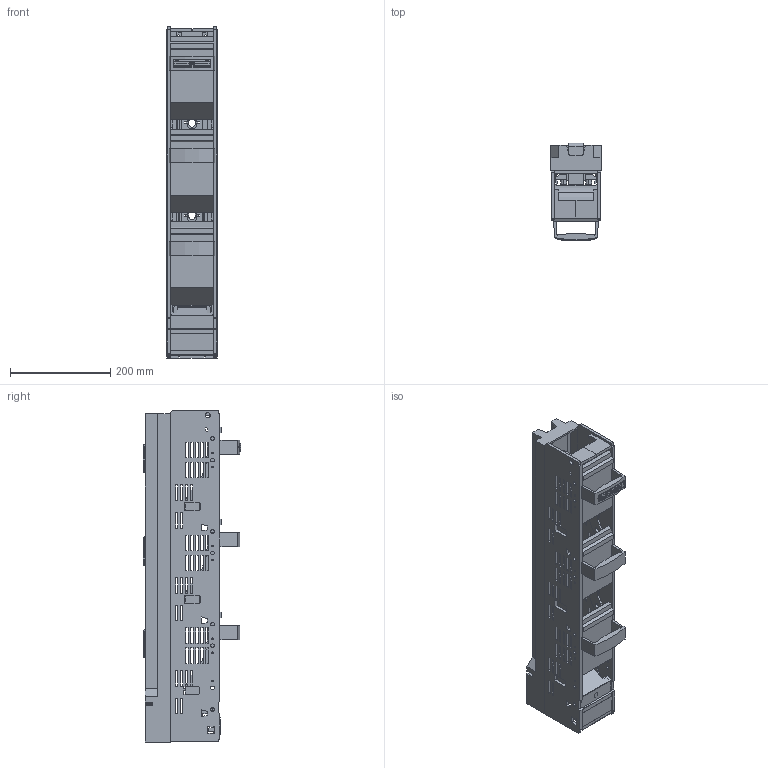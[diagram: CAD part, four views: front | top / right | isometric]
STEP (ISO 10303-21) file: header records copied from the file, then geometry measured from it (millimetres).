
FILE_DESCRIPTION((''),'2;1');
FILE_NAME('SL12_3X_KM2G_ASM','2021-04-15T',('marketing.praksa'),('Audax d.o.o.'),'CREO PARAMETRIC BY PTC INC, 2017480','CREO PARAMETRIC BY PTC INC, 2017480','');
FILE_SCHEMA(('AUTOMOTIVE_DESIGN { 1 0 10303 214 1 1 1 1 }'));
Products named in the file (16): 802870_L05_LEISTENDECKEL__OBERT; 804189_01_L01_NH-LEISTENU-26330; 804189_01_L01_NH-LEISTENU-38390; 804189_01_L01_NH-LEISTENU-50308; 804189_01_L01_NH-LEISTENU-50795; 804189_01_L01_NH-LEISTENU-51282; 804189_01_L01_NH-LEISTENU-51951; 804189_01_L01_NH-LEISTENU-52620; 804189_01_L01_NH-LEISTENU-53218; 804189_01_L01_NH-LEISTENU-75816; 804189_01_L01_NH-LEISTENU-82293; 804189_01_L01_NH-LEISTENU-88770; 33626_01_M_GRIFFKENNZEICHNUNG; PRT0111; BLACK-COVER; SL12_3X_KM2G_ASM
Assembly tree (15 placements, depth 2):
  SL12_3X_KM2G_ASM
    802870_L05_LEISTENDECKEL__OBERT
    804189_01_L01_NH-LEISTENU-26330
    804189_01_L01_NH-LEISTENU-38390
    804189_01_L01_NH-LEISTENU-50308
    804189_01_L01_NH-LEISTENU-50795
    804189_01_L01_NH-LEISTENU-51282
    804189_01_L01_NH-LEISTENU-51951
    804189_01_L01_NH-LEISTENU-52620
    804189_01_L01_NH-LEISTENU-53218
    804189_01_L01_NH-LEISTENU-75816
    804189_01_L01_NH-LEISTENU-82293
    804189_01_L01_NH-LEISTENU-88770
    33626_01_M_GRIFFKENNZEICHNUNG
    PRT0111
    BLACK-COVER
Bounding box: 100 x 194.84 x 662 mm (x, y, z)
Volume: 2970205.4 mm3; surface area: 1030634.7 mm2
Topology: 20 solids, 20 shells, 3369 faces, 9111 edges, 5774 vertices
Faces by surface type: plane 2742, cylinder 509, bspline 81, cone 27, extrusion 6, torus 4
Entity records: 164141 total; most frequent: CARTESIAN_POINT 27253, ORIENTED_EDGE 18220, DIRECTION 16482, PRESENTATION_STYLE_ASSIGNMENT 12505, STYLED_ITEM 12505, CURVE_STYLE 9116, EDGE_CURVE 9110, VECTOR 7342
